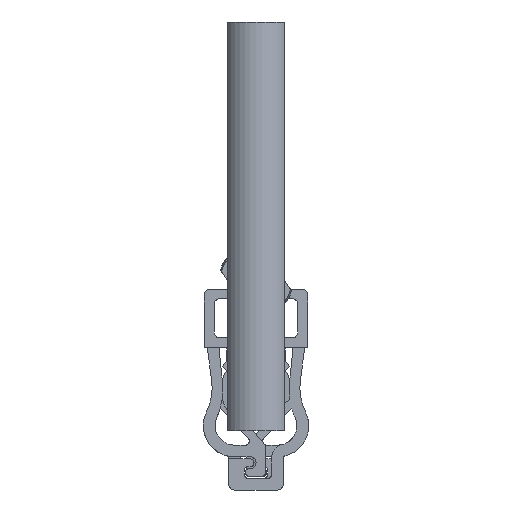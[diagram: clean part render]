
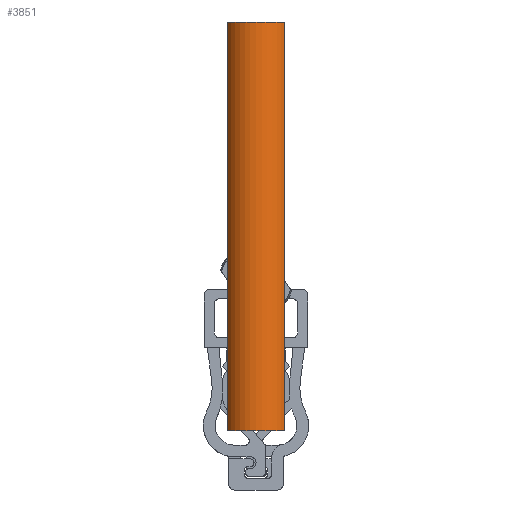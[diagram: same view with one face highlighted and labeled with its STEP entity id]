
A CAD part, front view. The second image highlights one B-rep face of the part: STEP entity #3851.
In plain terms, the highlighted cylindrical face has radius 1.75 mm (diameter 3.5 mm), a partial arc.
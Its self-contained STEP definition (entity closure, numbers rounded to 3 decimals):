
#61=CYLINDRICAL_SURFACE('',#4085,1.75);
#150=CIRCLE('',#4086,1.75);
#151=CIRCLE('',#4087,1.75);
#360=ORIENTED_EDGE('',*,*,#1286,.F.);
#361=ORIENTED_EDGE('',*,*,#1289,.F.);
#362=ORIENTED_EDGE('',*,*,#1275,.T.);
#363=ORIENTED_EDGE('',*,*,#1290,.T.);
#1275=EDGE_CURVE('',#1736,#1735,#2024,.T.);
#1286=EDGE_CURVE('',#1744,#1745,#2034,.T.);
#1289=EDGE_CURVE('',#1736,#1744,#150,.T.);
#1290=EDGE_CURVE('',#1735,#1745,#151,.T.);
#1735=VERTEX_POINT('',#5531);
#1736=VERTEX_POINT('',#5533);
#1744=VERTEX_POINT('',#5552);
#1745=VERTEX_POINT('',#5554);
#2024=LINE('',#5532,#2342);
#2034=LINE('',#5553,#2352);
#2342=VECTOR('',#4502,1000.);
#2352=VECTOR('',#4516,1000.);
#2644=EDGE_LOOP('',(#360,#361,#362,#363));
#2858=FACE_BOUND('',#2644,.T.);
#3851=ADVANCED_FACE('',(#2858),#61,.T.);
#4085=AXIS2_PLACEMENT_3D('',#5558,#4522,#4523);
#4086=AXIS2_PLACEMENT_3D('',#5559,#4524,#4525);
#4087=AXIS2_PLACEMENT_3D('',#5560,#4526,#4527);
#4502=DIRECTION('',(0.,0.,-1.));
#4516=DIRECTION('',(0.,0.,-1.));
#4522=DIRECTION('',(0.,0.,-1.));
#4523=DIRECTION('',(-1.,0.,0.));
#4524=DIRECTION('',(0.,0.,1.));
#4525=DIRECTION('',(1.,0.,0.));
#4526=DIRECTION('',(0.,0.,1.));
#4527=DIRECTION('',(1.,0.,0.));
#5531=CARTESIAN_POINT('',(-1.475,0.808,0.));
#5532=CARTESIAN_POINT('',(-1.475,0.808,20.95));
#5533=CARTESIAN_POINT('',(-1.475,0.808,20.95));
#5552=CARTESIAN_POINT('',(1.475,0.808,20.95));
#5553=CARTESIAN_POINT('',(1.475,0.808,20.95));
#5554=CARTESIAN_POINT('',(1.475,0.808,0.));
#5558=CARTESIAN_POINT('',(0.,1.75,20.95));
#5559=CARTESIAN_POINT('',(0.,1.75,20.95));
#5560=CARTESIAN_POINT('',(0.,1.75,0.));
